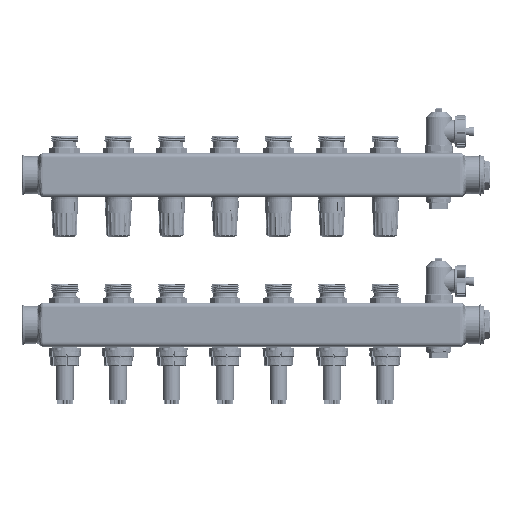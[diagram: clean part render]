
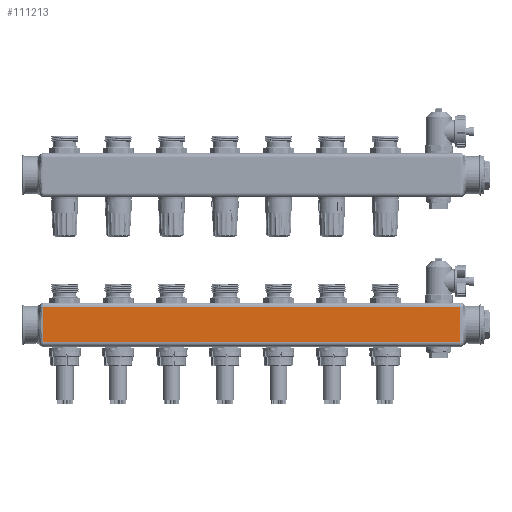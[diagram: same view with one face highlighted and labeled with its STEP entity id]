
A CAD part, front view. The second image highlights one B-rep face of the part: STEP entity #111213.
In plain terms, the highlighted planar face has unit normal (0, -1, 0).
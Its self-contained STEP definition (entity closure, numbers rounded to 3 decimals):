
#106676=CARTESIAN_POINT('',(19.869,-20.,
16.5));
#106837=CARTESIAN_POINT('',(19.869,-20.,
-16.5));
#106843=CARTESIAN_POINT('',(410.131,-20.,16.5));
#106844=CARTESIAN_POINT('',(410.131,-20.,16.5));
#106845=CARTESIAN_POINT('',(410.153,-20.,
15.994));
#106846=CARTESIAN_POINT('',(410.199,-20.,
14.986));
#106847=CARTESIAN_POINT('',(410.278,-20.,
13.481));
#106848=CARTESIAN_POINT('',(410.363,-20.,
12.));
#106849=CARTESIAN_POINT('',(410.454,-20.,
10.514));
#106850=CARTESIAN_POINT('',(410.549,-20.,8.96));
#106851=CARTESIAN_POINT('',(410.644,-20.,7.279));
#106852=CARTESIAN_POINT('',(410.726,-20.,5.475));
#106853=CARTESIAN_POINT('',(410.784,-20.,3.602));
#106854=CARTESIAN_POINT('',(410.817,-20.,1.703));
#106855=CARTESIAN_POINT('',(410.826,-20.,-0.225));
#106856=CARTESIAN_POINT('',(410.811,-20.,-2.203));
#106857=CARTESIAN_POINT('',(410.769,-20.,-4.205));
#106858=CARTESIAN_POINT('',(410.699,-20.,-6.142));
#106859=CARTESIAN_POINT('',(410.609,-20.,-7.934));
#106860=CARTESIAN_POINT('',(410.511,-20.,-9.596));
#106861=CARTESIAN_POINT('',(410.411,-20.,
-11.208));
#106862=CARTESIAN_POINT('',(410.312,-20.,
-12.863));
#106863=CARTESIAN_POINT('',(410.216,-20.,
-14.632));
#106864=CARTESIAN_POINT('',(410.159,-20.,
-15.856));
#106865=CARTESIAN_POINT('',(410.131,-20.,-16.5));
#106866=CARTESIAN_POINT('',(410.131,-20.,-16.5));
#106868=CARTESIAN_POINT('',(19.869,-20.,-16.5));
#106869=CARTESIAN_POINT('',(19.869,-20.,-16.5));
#106870=CARTESIAN_POINT('',(19.845,-20.,
-15.952));
#106871=CARTESIAN_POINT('',(19.795,-20.,
-14.855));
#106872=CARTESIAN_POINT('',(19.708,-20.,
-13.224));
#106873=CARTESIAN_POINT('',(19.614,-20.,
-11.613));
#106874=CARTESIAN_POINT('',(19.513,-20.,
-9.978));
#106875=CARTESIAN_POINT('',(19.408,-20.,
-8.247));
#106876=CARTESIAN_POINT('',(19.312,-20.,-6.388));
#106877=CARTESIAN_POINT('',(19.238,-20.,-4.449));
#106878=CARTESIAN_POINT('',(19.194,-20.,-2.503));
#106879=CARTESIAN_POINT('',(19.175,-20.,-0.574));
#106880=CARTESIAN_POINT('',(19.18,-20.,1.357));
#106881=CARTESIAN_POINT('',(19.209,-20.,3.292));
#106882=CARTESIAN_POINT('',(19.263,-20.,5.181));
#106883=CARTESIAN_POINT('',(19.339,-20.,6.947));
#106884=CARTESIAN_POINT('',(19.427,-20.,8.562));
#106885=CARTESIAN_POINT('',(19.519,-20.,10.072));
#106886=CARTESIAN_POINT('',(19.61,-20.,11.559));
#106887=CARTESIAN_POINT('',(19.701,-20.,13.098));
#106888=CARTESIAN_POINT('',(19.79,-20.,14.75));
#106889=CARTESIAN_POINT('',(19.843,-20.,15.896));
#106890=CARTESIAN_POINT('',(19.869,-20.,16.5));
#107943=DIRECTION('',(-1.,0.,0.));
#107944=VECTOR('',#107943,390.263);
#107945=CARTESIAN_POINT('',(410.131,-20.,
16.5));
#107946=LINE('',#107945,#107944);
#109015=DIRECTION('',(1.,0.,0.));
#109016=VECTOR('',#109015,390.263);
#109017=CARTESIAN_POINT('',(19.869,-20.,
-16.5));
#109018=LINE('',#109017,#109016);
#109770=VERTEX_POINT('',#106676);
#109785=VERTEX_POINT('',#106837);
#109787=VERTEX_POINT('',#106843);
#109788=VERTEX_POINT('',#106866);
#111199=CARTESIAN_POINT('',(215.,-20.,0.));
#111200=DIRECTION('',(0.,1.,0.));
#111201=DIRECTION('',(1.,0.,0.));
#111202=AXIS2_PLACEMENT_3D('',#111199,#111200,#111201);
#111203=PLANE('',#111202);
#111205=ORIENTED_EDGE('',*,*,#111204,.T.);
#111207=ORIENTED_EDGE('',*,*,#111206,.F.);
#111208=ORIENTED_EDGE('',*,*,#111193,.T.);
#111210=ORIENTED_EDGE('',*,*,#111209,.F.);
#111211=EDGE_LOOP('',(#111205,#111207,#111208,#111210));
#111212=FACE_OUTER_BOUND('',#111211,.F.);
#111213=ADVANCED_FACE('',(#111212),#111203,.F.);
#106867=B_SPLINE_CURVE_WITH_KNOTS('',3,(#106843,#106844,#106845,#106846,#106847,
#106848,#106849,#106850,#106851,#106852,#106853,#106854,#106855,#106856,#106857,
#106858,#106859,#106860,#106861,#106862,#106863,#106864,#106865,#106866),
.UNSPECIFIED.,.F.,.F.,(4,1,1,1,1,1,1,1,1,1,1,1,1,1,1,1,1,1,1,1,1,4),(0.,
0.,0.046,0.091,0.136,
0.18,0.226,0.278,0.334,
0.391,0.448,0.506,0.566,
0.628,0.688,0.743,0.792,
0.84,0.89,0.942,1.,1.),
.UNSPECIFIED.);
#106891=B_SPLINE_CURVE_WITH_KNOTS('',3,(#106868,#106869,#106870,#106871,#106872,
#106873,#106874,#106875,#106876,#106877,#106878,#106879,#106880,#106881,#106882,
#106883,#106884,#106885,#106886,#106887,#106888,#106889,#106890),.UNSPECIFIED.,
.F.,.F.,(4,1,1,1,1,1,1,1,1,1,1,1,1,1,1,1,1,1,1,1,4),(0.,0.,
0.049,0.099,0.147,0.195,
0.248,0.306,0.366,0.425,
0.483,0.541,0.6,0.658,
0.713,0.761,0.806,0.851,
0.897,0.945,1.),.UNSPECIFIED.);
#111193=EDGE_CURVE('',#109785,#109770,#106891,.T.);
#111204=EDGE_CURVE('',#109787,#109788,#106867,.T.);
#111206=EDGE_CURVE('',#109785,#109788,#109018,.T.);
#111209=EDGE_CURVE('',#109787,#109770,#107946,.T.);
